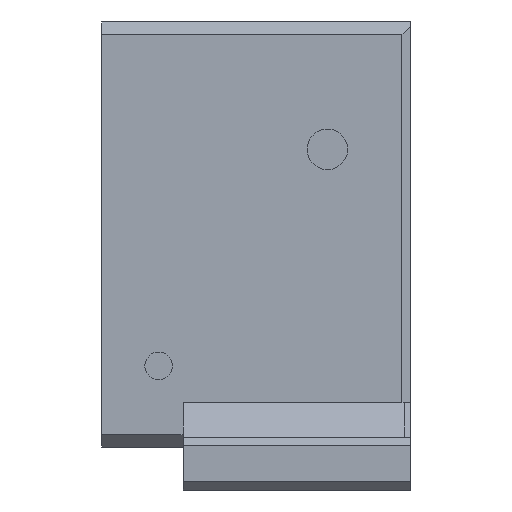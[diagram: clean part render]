
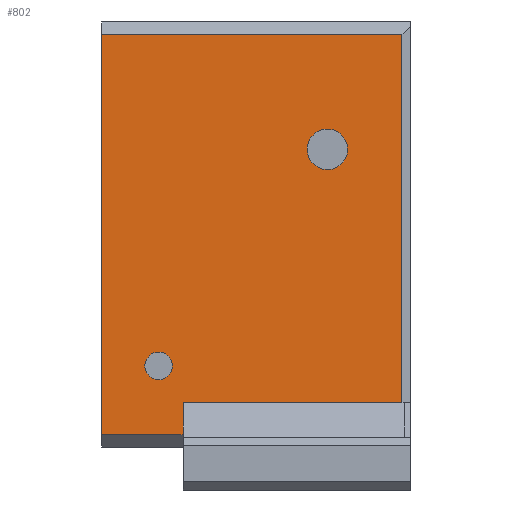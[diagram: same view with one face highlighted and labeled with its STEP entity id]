
A CAD part, front view. The second image highlights one B-rep face of the part: STEP entity #802.
In plain terms, the highlighted planar face has unit normal (0, -1, 0).
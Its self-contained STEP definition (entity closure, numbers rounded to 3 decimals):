
#57 = DIRECTION ( 'NONE',  ( 0., 0., 1. ) ) ;
#79 = VERTEX_POINT ( 'NONE', #2581 ) ;
#132 = DIRECTION ( 'NONE',  ( 0., -1., 0. ) ) ;
#134 = ORIENTED_EDGE ( 'NONE', *, *, #6324, .T. ) ;
#248 = LINE ( 'NONE', #5121, #5873 ) ;
#253 = EDGE_CURVE ( 'NONE', #6042, #5102, #6092, .T. ) ;
#287 = EDGE_CURVE ( 'NONE', #1838, #4595, #248, .T. ) ;
#426 = CARTESIAN_POINT ( 'NONE',  ( 6.7, 0., 10. ) ) ;
#433 = CIRCLE ( 'NONE', #5895, 2.5 ) ;
#616 = LINE ( 'NONE', #5927, #3559 ) ;
#639 = EDGE_LOOP ( 'NONE', ( #2613, #5757, #5582, #4970, #5950, #134 ) ) ;
#692 = CARTESIAN_POINT ( 'NONE',  ( 8., 0., 5.5 ) ) ;
#770 = DIRECTION ( 'NONE',  ( -1., 0., 0. ) ) ;
#802 = ADVANCED_FACE ( 'NONE', ( #6815, #6291, #4201 ), #6323, .F. ) ;
#1030 = VECTOR ( 'NONE', #1913, 1000. ) ;
#1205 = CARTESIAN_POINT ( 'NONE',  ( 5., 0., 10. ) ) ;
#1268 = VERTEX_POINT ( 'NONE', #6872 ) ;
#1418 = CARTESIAN_POINT ( 'NONE',  ( -2., 0., 50.9 ) ) ;
#1448 = AXIS2_PLACEMENT_3D ( 'NONE', #5482, #6624, #4019 ) ;
#1568 = CARTESIAN_POINT ( 'NONE',  ( 0., 0., 50.9 ) ) ;
#1838 = VERTEX_POINT ( 'NONE', #4886 ) ;
#1913 = DIRECTION ( 'NONE',  ( 1., 0., 0. ) ) ;
#2160 = CARTESIAN_POINT ( 'NONE',  ( 3.3, 0., 10. ) ) ;
#2226 = EDGE_CURVE ( 'NONE', #3409, #1268, #616, .T. ) ;
#2255 = DIRECTION ( 'NONE',  ( 1., 0., 0. ) ) ;
#2346 = CARTESIAN_POINT ( 'NONE',  ( 5., 0., 10. ) ) ;
#2446 = CIRCLE ( 'NONE', #1448, 2.5 ) ;
#2581 = CARTESIAN_POINT ( 'NONE',  ( -2., 0., 1.5 ) ) ;
#2594 = DIRECTION ( 'NONE',  ( 0., -1., 0. ) ) ;
#2613 = ORIENTED_EDGE ( 'NONE', *, *, #2226, .F. ) ;
#2739 = CARTESIAN_POINT ( 'NONE',  ( 36., 0., 1.2 ) ) ;
#2828 = DIRECTION ( 'NONE',  ( 0., -1., 0. ) ) ;
#2900 = AXIS2_PLACEMENT_3D ( 'NONE', #1205, #132, #2255 ) ;
#3019 = VERTEX_POINT ( 'NONE', #4507 ) ;
#3042 = EDGE_CURVE ( 'NONE', #5925, #3019, #2446, .T. ) ;
#3085 = AXIS2_PLACEMENT_3D ( 'NONE', #2346, #2828, #4956 ) ;
#3298 = DIRECTION ( 'NONE',  ( 0., 1., 0. ) ) ;
#3393 = ORIENTED_EDGE ( 'NONE', *, *, #4123, .F. ) ;
#3409 = VERTEX_POINT ( 'NONE', #692 ) ;
#3416 = DIRECTION ( 'NONE',  ( 0., 0., 1. ) ) ;
#3559 = VECTOR ( 'NONE', #5431, 1000. ) ;
#3608 = DIRECTION ( 'NONE',  ( 1., 0., 0. ) ) ;
#3624 = VERTEX_POINT ( 'NONE', #1418 ) ;
#3731 = EDGE_CURVE ( 'NONE', #79, #3624, #6401, .T. ) ;
#4019 = DIRECTION ( 'NONE',  ( 1., 0., 0. ) ) ;
#4023 = EDGE_LOOP ( 'NONE', ( #3393, #4097 ) ) ;
#4097 = ORIENTED_EDGE ( 'NONE', *, *, #3042, .F. ) ;
#4123 = EDGE_CURVE ( 'NONE', #3019, #5925, #433, .T. ) ;
#4201 = FACE_OUTER_BOUND ( 'NONE', #639, .T. ) ;
#4249 = VECTOR ( 'NONE', #770, 1000. ) ;
#4507 = CARTESIAN_POINT ( 'NONE',  ( 28.3, 0., 36.7 ) ) ;
#4547 = EDGE_CURVE ( 'NONE', #4595, #3624, #4878, .T. ) ;
#4567 = LINE ( 'NONE', #6690, #1030 ) ;
#4595 = VERTEX_POINT ( 'NONE', #4986 ) ;
#4701 = CARTESIAN_POINT ( 'NONE',  ( -2., 0., 1.5 ) ) ;
#4878 = LINE ( 'NONE', #1568, #5232 ) ;
#4883 = EDGE_CURVE ( 'NONE', #5102, #6042, #5901, .T. ) ;
#4886 = CARTESIAN_POINT ( 'NONE',  ( 35., 0., 5.5 ) ) ;
#4916 = VECTOR ( 'NONE', #57, 1000. ) ;
#4942 = EDGE_LOOP ( 'NONE', ( #6108, #4995 ) ) ;
#4956 = DIRECTION ( 'NONE',  ( 1., 0., 0. ) ) ;
#4970 = ORIENTED_EDGE ( 'NONE', *, *, #4547, .T. ) ;
#4986 = CARTESIAN_POINT ( 'NONE',  ( 35., 0., 50.9 ) ) ;
#4995 = ORIENTED_EDGE ( 'NONE', *, *, #253, .F. ) ;
#5102 = VERTEX_POINT ( 'NONE', #426 ) ;
#5121 = CARTESIAN_POINT ( 'NONE',  ( 35., 0., 1.2 ) ) ;
#5232 = VECTOR ( 'NONE', #5963, 1000. ) ;
#5431 = DIRECTION ( 'NONE',  ( 0., 0., -1. ) ) ;
#5482 = CARTESIAN_POINT ( 'NONE',  ( 25.8, 0., 36.7 ) ) ;
#5582 = ORIENTED_EDGE ( 'NONE', *, *, #287, .T. ) ;
#5737 = EDGE_CURVE ( 'NONE', #1838, #3409, #6625, .T. ) ;
#5757 = ORIENTED_EDGE ( 'NONE', *, *, #5737, .F. ) ;
#5873 = VECTOR ( 'NONE', #3416, 1000. ) ;
#5895 = AXIS2_PLACEMENT_3D ( 'NONE', #6876, #2594, #3608 ) ;
#5901 = CIRCLE ( 'NONE', #2900, 1.7 ) ;
#5925 = VERTEX_POINT ( 'NONE', #6305 ) ;
#5927 = CARTESIAN_POINT ( 'NONE',  ( 8., 0., 0. ) ) ;
#5950 = ORIENTED_EDGE ( 'NONE', *, *, #3731, .F. ) ;
#5963 = DIRECTION ( 'NONE',  ( -1., 0., 0. ) ) ;
#6042 = VERTEX_POINT ( 'NONE', #2160 ) ;
#6074 = CARTESIAN_POINT ( 'NONE',  ( 42.081, 0., 5.5 ) ) ;
#6092 = CIRCLE ( 'NONE', #3085, 1.7 ) ;
#6108 = ORIENTED_EDGE ( 'NONE', *, *, #4883, .F. ) ;
#6291 = FACE_BOUND ( 'NONE', #4942, .T. ) ;
#6305 = CARTESIAN_POINT ( 'NONE',  ( 23.3, 0., 36.7 ) ) ;
#6323 = PLANE ( 'NONE',  #6762 ) ;
#6324 = EDGE_CURVE ( 'NONE', #79, #1268, #4567, .T. ) ;
#6401 = LINE ( 'NONE', #4701, #4916 ) ;
#6507 = DIRECTION ( 'NONE',  ( -1., 0., 0. ) ) ;
#6624 = DIRECTION ( 'NONE',  ( 0., -1., 0. ) ) ;
#6625 = LINE ( 'NONE', #6074, #4249 ) ;
#6690 = CARTESIAN_POINT ( 'NONE',  ( 35., 0., 1.5 ) ) ;
#6762 = AXIS2_PLACEMENT_3D ( 'NONE', #2739, #3298, #6507 ) ;
#6815 = FACE_BOUND ( 'NONE', #4023, .T. ) ;
#6872 = CARTESIAN_POINT ( 'NONE',  ( 8., 0., 1.5 ) ) ;
#6876 = CARTESIAN_POINT ( 'NONE',  ( 25.8, 0., 36.7 ) ) ;
